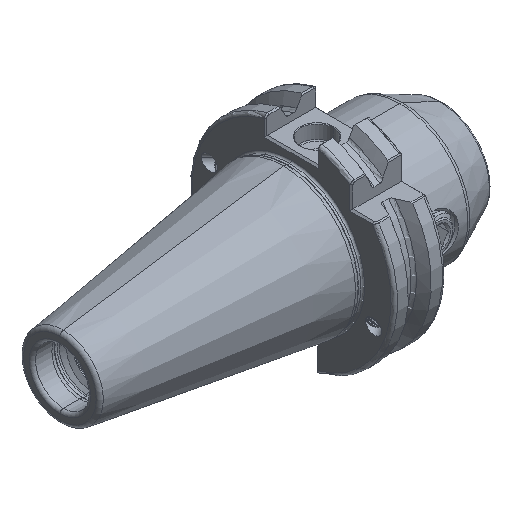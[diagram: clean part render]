
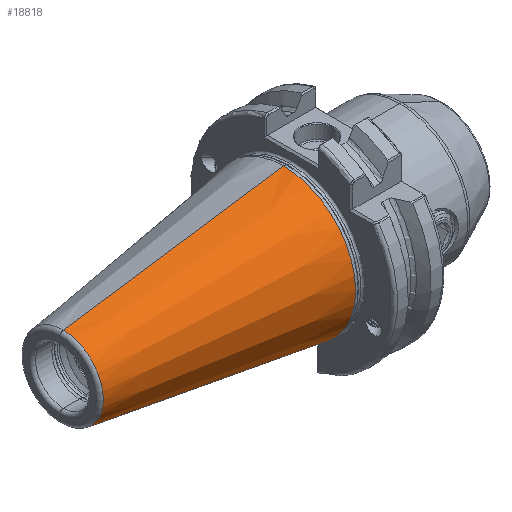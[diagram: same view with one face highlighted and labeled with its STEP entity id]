
A CAD part, isometric view. The second image highlights one B-rep face of the part: STEP entity #18818.
In plain terms, the highlighted conical face has half-angle 8.297 degrees and reference radius 22.692 mm.
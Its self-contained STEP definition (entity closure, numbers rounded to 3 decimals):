
#1884 = AXIS2_PLACEMENT_3D ( 'NONE', #15586, #15594, #15604 ) ;
#2725 = EDGE_LOOP ( 'NONE', ( #3049, #3109, #3075, #3051 ) ) ;
#3049 = ORIENTED_EDGE ( 'NONE', *, *, #16259, .F. ) ;
#3051 = ORIENTED_EDGE ( 'NONE', *, *, #25921, .F. ) ;
#3059 = LINE ( 'NONE', #14288, #3074 ) ;
#3070 = LINE ( 'NONE', #13994, #3104 ) ;
#3074 = VECTOR ( 'NONE', #14305, 1000. ) ;
#3075 = ORIENTED_EDGE ( 'NONE', *, *, #16218, .T. ) ;
#3104 = VECTOR ( 'NONE', #14016, 1000. ) ;
#3109 = ORIENTED_EDGE ( 'NONE', *, *, #25966, .T. ) ;
#3355 = CONICAL_SURFACE ( 'NONE', #1884, 22.692, 0.145 ) ;
#3383 = FACE_OUTER_BOUND ( 'NONE', #2725, .T. ) ;
#3742 = VERTEX_POINT ( 'NONE', #19133 ) ;
#3787 = VERTEX_POINT ( 'NONE', #19120 ) ;
#3868 = VERTEX_POINT ( 'NONE', #24325 ) ;
#3887 = VERTEX_POINT ( 'NONE', #23215 ) ;
#4408 = CIRCLE ( 'NONE', #13561, 22.327 ) ;
#4450 = CIRCLE ( 'NONE', #13424, 12.4 ) ;
#13424 = AXIS2_PLACEMENT_3D ( 'NONE', #13613, #13590, #13601 ) ;
#13561 = AXIS2_PLACEMENT_3D ( 'NONE', #21587, #21577, #21556 ) ;
#13590 = DIRECTION ( 'NONE',  ( 1., 0., 0. ) ) ;
#13601 = DIRECTION ( 'NONE',  ( 0., 0., 1. ) ) ;
#13613 = CARTESIAN_POINT ( 'NONE',  ( -70.573, 0., 0. ) ) ;
#13994 = CARTESIAN_POINT ( 'NONE',  ( 0., 0., -22.692 ) ) ;
#14016 = DIRECTION ( 'NONE',  ( 0.99, 0., -0.144 ) ) ;
#14288 = CARTESIAN_POINT ( 'NONE',  ( 0., 0., 22.692 ) ) ;
#14305 = DIRECTION ( 'NONE',  ( 0.99, 0., 0.144 ) ) ;
#15586 = CARTESIAN_POINT ( 'NONE',  ( 0., 0., 0. ) ) ;
#15594 = DIRECTION ( 'NONE',  ( 1., 0., 0. ) ) ;
#15604 = DIRECTION ( 'NONE',  ( 0., 0., -1. ) ) ;
#16218 = EDGE_CURVE ( 'NONE', #3742, #3868, #3070, .T. ) ;
#16259 = EDGE_CURVE ( 'NONE', #3787, #3887, #3059, .T. ) ;
#18818 = ADVANCED_FACE ( 'NONE', ( #3383 ), #3355, .T. ) ;
#19120 = CARTESIAN_POINT ( 'NONE',  ( -70.573, 0., 12.4 ) ) ;
#19133 = CARTESIAN_POINT ( 'NONE',  ( -70.573, 0., -12.4 ) ) ;
#21556 = DIRECTION ( 'NONE',  ( 0., 0., -1. ) ) ;
#21577 = DIRECTION ( 'NONE',  ( 1., 0., 0. ) ) ;
#21587 = CARTESIAN_POINT ( 'NONE',  ( -2.5, 0., 0. ) ) ;
#23215 = CARTESIAN_POINT ( 'NONE',  ( -2.5, 0., 22.327 ) ) ;
#24325 = CARTESIAN_POINT ( 'NONE',  ( -2.5, 0., -22.327 ) ) ;
#25921 = EDGE_CURVE ( 'NONE', #3887, #3868, #4408, .T. ) ;
#25966 = EDGE_CURVE ( 'NONE', #3787, #3742, #4450, .T. ) ;
